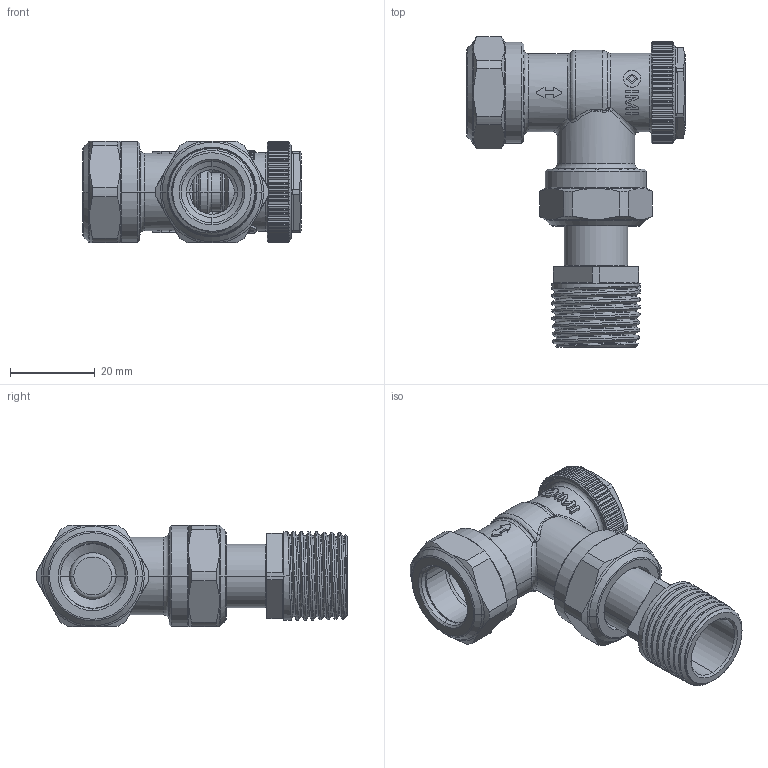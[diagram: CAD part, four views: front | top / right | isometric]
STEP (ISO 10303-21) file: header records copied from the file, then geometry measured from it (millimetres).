
FILE_DESCRIPTION((''),'2;1');
FILE_NAME('0391-02-000-KOMPLETT_SW0001','2015-11-13T',('marann'),(''),'PRO/ENGINEER BY PARAMETRIC TECHNOLOGY CORPORATION, 2011490','PRO/ENGINEER BY PARAMETRIC TECHNOLOGY CORPORATION, 2011490','');
FILE_SCHEMA(('CONFIG_CONTROL_DESIGN'));
Length unit declared in the file: millimetre
Products named in the file (1): 0391-02-000-KOMPLETT_SW0001
Bounding box: 51.4 x 73.24 x 24 mm (x, y, z)
Volume: 21148.8 mm3; surface area: 14680.6 mm2
Topology: 2 solids, 2 shells, 654 faces, 1729 edges, 1101 vertices
Faces by surface type: plane 263, cylinder 211, cone 98, torus 49, bspline 29, sphere 4
Entity records: 26881 total; most frequent: CARTESIAN_POINT 11571, ORIENTED_EDGE 3458, DIRECTION 2876, EDGE_CURVE 1729, AXIS2_PLACEMENT_3D 1155, VERTEX_POINT 1101, EDGE_LOOP 680, FACE_OUTER_BOUND 654
